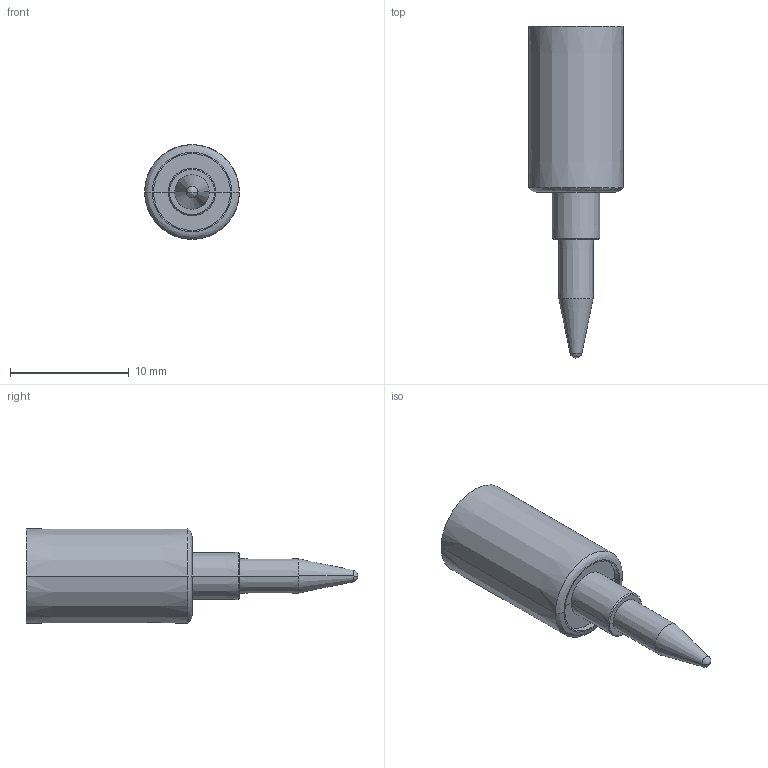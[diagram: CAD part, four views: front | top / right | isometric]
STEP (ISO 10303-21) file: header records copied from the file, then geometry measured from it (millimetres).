
FILE_DESCRIPTION (( 'STEP AP203' ), '1' );
FILE_NAME ('VV08.stp', '2012-09-05T18:49:56', ( 'Jordi' ), ( '' ), 'SwSTEP 2.0', 'SolidWorks 2011', '' );
FILE_SCHEMA (( 'CONFIG_CONTROL_DESIGN' ));
Length unit declared in the file: millimetre
Products named in the file (4): cuerpo VV08; obturador VV08; VV08
Assembly tree (3 placements, depth 3):
  VV08
    VV08
      obturador VV08
      cuerpo VV08
Bounding box: 8 x 28 x 8 mm (x, y, z)
Volume: 782.5 mm3; surface area: 697 mm2
Topology: 2 solids, 2 shells, 36 faces, 74 edges, 38 vertices
Faces by surface type: cone 30, bspline 4, plane 2
Entity records: 1392 total; most frequent: CARTESIAN_POINT 235, DIRECTION 188, ORIENTED_EDGE 140, AXIS2_PLACEMENT_3D 79, EDGE_CURVE 70, CIRCLE 40, VERTEX_POINT 38, FACE_OUTER_BOUND 36
